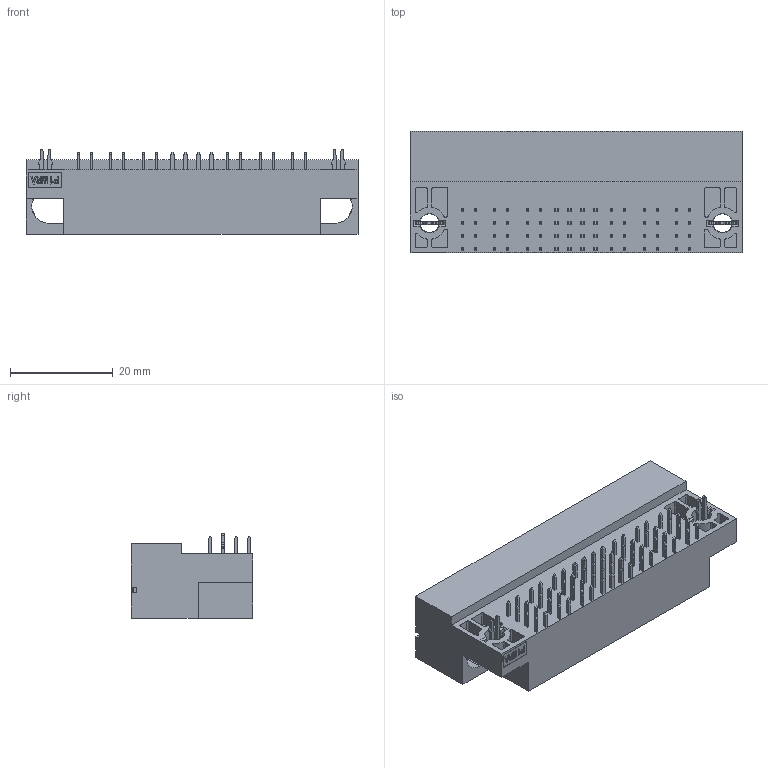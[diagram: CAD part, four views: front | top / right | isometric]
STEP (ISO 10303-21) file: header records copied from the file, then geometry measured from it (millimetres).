
FILE_DESCRIPTION( ('This file contains a STEP AP42 implementation' ,'as created by ZW3D STEP Interface translator.') ,'2;1' );
FILE_NAME( 'P1MRA-031603W5W5AMA1.stp' ,'23 922.142923', (''), ('ZWCAD Software Co.'), 'Version 1.0', 'ZW3D to STEP translator', '' );
FILE_SCHEMA(('AUTOMOTIVE_DESIGN { 1 0 10303 214 1 1 1 1 }'));
Length unit declared in the file: millimetre
Products named in the file (6): 0; P1MRA-031603W5W5AMA1; TER-SIGNAL-90-M-D; TER-SIGNAL-90-M-C; TER-SIGNAL-90-M-B; TER-SIGNAL-90-M-A
Assembly tree (16 placements, depth 2):
  0
  P1MRA-031603W5W5AMA1
    TER-SIGNAL-90-M-D  x4
    TER-SIGNAL-90-M-C  x4
    TER-SIGNAL-90-M-B  x4
    TER-SIGNAL-90-M-A  x4
Bounding box: 64.77 x 23.62 x 16.51 mm (x, y, z)
Volume: 17479 mm3; surface area: 9306.3 mm2
Topology: 33 solids, 33 shells, 1237 faces, 3188 edges, 2074 vertices
Faces by surface type: plane 1074, bspline 95, cylinder 64, cone 4
Entity records: 31965 total; most frequent: CARTESIAN_POINT 7065, ORIENTED_EDGE 5128, DIRECTION 4561, EDGE_CURVE 2564, VECTOR 2225, LINE 2225, VERTEX_POINT 1690, AXIS2_PLACEMENT_3D 1168
